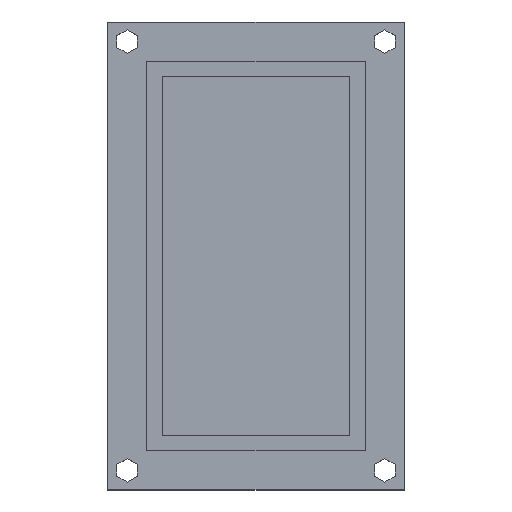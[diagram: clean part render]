
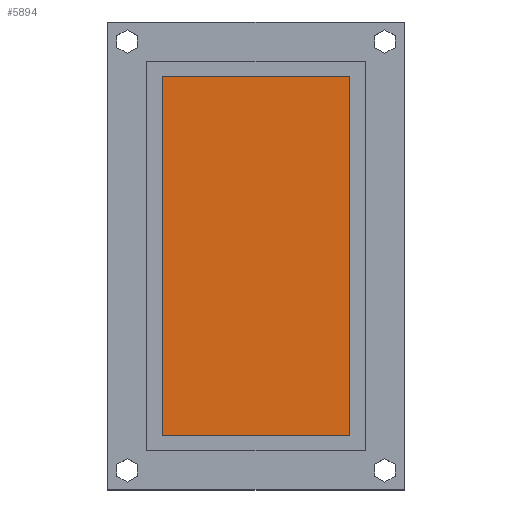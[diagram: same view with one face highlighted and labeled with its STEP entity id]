
A CAD part, top view. The second image highlights one B-rep face of the part: STEP entity #5894.
In plain terms, the highlighted planar face has unit normal (0, 0, 1).
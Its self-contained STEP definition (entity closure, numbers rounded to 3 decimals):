
#3013 = PLANE('',#3014);
#3014 = AXIS2_PLACEMENT_3D('',#3015,#3016,#3017);
#3015 = CARTESIAN_POINT('',(-11.97,-22.892,1.));
#3016 = DIRECTION('',(-1.,0.,0.));
#3017 = DIRECTION('',(0.,1.,0.));
#3041 = PLANE('',#3042);
#3042 = AXIS2_PLACEMENT_3D('',#3043,#3044,#3045);
#3043 = CARTESIAN_POINT('',(11.97,-22.892,1.));
#3044 = DIRECTION('',(0.,-1.,0.));
#3045 = DIRECTION('',(-1.,0.,0.));
#3069 = PLANE('',#3070);
#3070 = AXIS2_PLACEMENT_3D('',#3071,#3072,#3073);
#3071 = CARTESIAN_POINT('',(11.97,22.892,1.));
#3072 = DIRECTION('',(1.,0.,0.));
#3073 = DIRECTION('',(0.,-1.,0.));
#3095 = PLANE('',#3096);
#3096 = AXIS2_PLACEMENT_3D('',#3097,#3098,#3099);
#3097 = CARTESIAN_POINT('',(-11.97,22.892,1.));
#3098 = DIRECTION('',(0.,1.,0.));
#3099 = DIRECTION('',(1.,0.,0.));
#5050 = VERTEX_POINT('',#5051);
#5051 = CARTESIAN_POINT('',(-11.97,-22.892,1.));
#5074 = VERTEX_POINT('',#5075);
#5075 = CARTESIAN_POINT('',(-11.97,22.892,1.));
#5096 = EDGE_CURVE('',#5050,#5074,#5097,.T.);
#5097 = SURFACE_CURVE('',#5098,(#5102,#5109),.PCURVE_S1.);
#5098 = LINE('',#5099,#5100);
#5099 = CARTESIAN_POINT('',(-11.97,-22.892,1.));
#5100 = VECTOR('',#5101,1.);
#5101 = DIRECTION('',(0.,1.,0.));
#5102 = PCURVE('',#3013,#5103);
#5103 = DEFINITIONAL_REPRESENTATION('',(#5104),#5108);
#5104 = LINE('',#5105,#5106);
#5105 = CARTESIAN_POINT('',(0.,0.));
#5106 = VECTOR('',#5107,1.);
#5107 = DIRECTION('',(1.,0.));
#5108 = ( GEOMETRIC_REPRESENTATION_CONTEXT(2) 
PARAMETRIC_REPRESENTATION_CONTEXT() REPRESENTATION_CONTEXT('2D SPACE',''
  ) );
#5109 = PCURVE('',#5110,#5115);
#5110 = PLANE('',#5111);
#5111 = AXIS2_PLACEMENT_3D('',#5112,#5113,#5114);
#5112 = CARTESIAN_POINT('',(0.,0.,1.));
#5113 = DIRECTION('',(-0.,-0.,-1.));
#5114 = DIRECTION('',(-1.,0.,0.));
#5115 = DEFINITIONAL_REPRESENTATION('',(#5116),#5120);
#5116 = LINE('',#5117,#5118);
#5117 = CARTESIAN_POINT('',(11.97,-22.892));
#5118 = VECTOR('',#5119,1.);
#5119 = DIRECTION('',(0.,1.));
#5120 = ( GEOMETRIC_REPRESENTATION_CONTEXT(2) 
PARAMETRIC_REPRESENTATION_CONTEXT() REPRESENTATION_CONTEXT('2D SPACE',''
  ) );
#5126 = VERTEX_POINT('',#5127);
#5127 = CARTESIAN_POINT('',(11.97,-22.892,1.));
#5150 = EDGE_CURVE('',#5126,#5050,#5151,.T.);
#5151 = SURFACE_CURVE('',#5152,(#5156,#5163),.PCURVE_S1.);
#5152 = LINE('',#5153,#5154);
#5153 = CARTESIAN_POINT('',(11.97,-22.892,1.));
#5154 = VECTOR('',#5155,1.);
#5155 = DIRECTION('',(-1.,0.,0.));
#5156 = PCURVE('',#3041,#5157);
#5157 = DEFINITIONAL_REPRESENTATION('',(#5158),#5162);
#5158 = LINE('',#5159,#5160);
#5159 = CARTESIAN_POINT('',(0.,-0.));
#5160 = VECTOR('',#5161,1.);
#5161 = DIRECTION('',(1.,0.));
#5162 = ( GEOMETRIC_REPRESENTATION_CONTEXT(2) 
PARAMETRIC_REPRESENTATION_CONTEXT() REPRESENTATION_CONTEXT('2D SPACE',''
  ) );
#5163 = PCURVE('',#5110,#5164);
#5164 = DEFINITIONAL_REPRESENTATION('',(#5165),#5169);
#5165 = LINE('',#5166,#5167);
#5166 = CARTESIAN_POINT('',(-11.97,-22.892));
#5167 = VECTOR('',#5168,1.);
#5168 = DIRECTION('',(1.,0.));
#5169 = ( GEOMETRIC_REPRESENTATION_CONTEXT(2) 
PARAMETRIC_REPRESENTATION_CONTEXT() REPRESENTATION_CONTEXT('2D SPACE',''
  ) );
#5177 = VERTEX_POINT('',#5178);
#5178 = CARTESIAN_POINT('',(11.97,22.892,1.));
#5199 = EDGE_CURVE('',#5074,#5177,#5200,.T.);
#5200 = SURFACE_CURVE('',#5201,(#5205,#5212),.PCURVE_S1.);
#5201 = LINE('',#5202,#5203);
#5202 = CARTESIAN_POINT('',(-11.97,22.892,1.));
#5203 = VECTOR('',#5204,1.);
#5204 = DIRECTION('',(1.,0.,0.));
#5205 = PCURVE('',#3095,#5206);
#5206 = DEFINITIONAL_REPRESENTATION('',(#5207),#5211);
#5207 = LINE('',#5208,#5209);
#5208 = CARTESIAN_POINT('',(0.,0.));
#5209 = VECTOR('',#5210,1.);
#5210 = DIRECTION('',(1.,0.));
#5211 = ( GEOMETRIC_REPRESENTATION_CONTEXT(2) 
PARAMETRIC_REPRESENTATION_CONTEXT() REPRESENTATION_CONTEXT('2D SPACE',''
  ) );
#5212 = PCURVE('',#5110,#5213);
#5213 = DEFINITIONAL_REPRESENTATION('',(#5214),#5218);
#5214 = LINE('',#5215,#5216);
#5215 = CARTESIAN_POINT('',(11.97,22.892));
#5216 = VECTOR('',#5217,1.);
#5217 = DIRECTION('',(-1.,0.));
#5218 = ( GEOMETRIC_REPRESENTATION_CONTEXT(2) 
PARAMETRIC_REPRESENTATION_CONTEXT() REPRESENTATION_CONTEXT('2D SPACE',''
  ) );
#5226 = EDGE_CURVE('',#5177,#5126,#5227,.T.);
#5227 = SURFACE_CURVE('',#5228,(#5232,#5239),.PCURVE_S1.);
#5228 = LINE('',#5229,#5230);
#5229 = CARTESIAN_POINT('',(11.97,22.892,1.));
#5230 = VECTOR('',#5231,1.);
#5231 = DIRECTION('',(0.,-1.,0.));
#5232 = PCURVE('',#3069,#5233);
#5233 = DEFINITIONAL_REPRESENTATION('',(#5234),#5238);
#5234 = LINE('',#5235,#5236);
#5235 = CARTESIAN_POINT('',(0.,0.));
#5236 = VECTOR('',#5237,1.);
#5237 = DIRECTION('',(1.,0.));
#5238 = ( GEOMETRIC_REPRESENTATION_CONTEXT(2) 
PARAMETRIC_REPRESENTATION_CONTEXT() REPRESENTATION_CONTEXT('2D SPACE',''
  ) );
#5239 = PCURVE('',#5110,#5240);
#5240 = DEFINITIONAL_REPRESENTATION('',(#5241),#5245);
#5241 = LINE('',#5242,#5243);
#5242 = CARTESIAN_POINT('',(-11.97,22.892));
#5243 = VECTOR('',#5244,1.);
#5244 = DIRECTION('',(0.,-1.));
#5245 = ( GEOMETRIC_REPRESENTATION_CONTEXT(2) 
PARAMETRIC_REPRESENTATION_CONTEXT() REPRESENTATION_CONTEXT('2D SPACE',''
  ) );
#5894 = ADVANCED_FACE('',(#5895),#5110,.F.);
#5895 = FACE_BOUND('',#5896,.F.);
#5896 = EDGE_LOOP('',(#5897,#5898,#5899,#5900));
#5897 = ORIENTED_EDGE('',*,*,#5150,.T.);
#5898 = ORIENTED_EDGE('',*,*,#5096,.T.);
#5899 = ORIENTED_EDGE('',*,*,#5199,.T.);
#5900 = ORIENTED_EDGE('',*,*,#5226,.T.);
